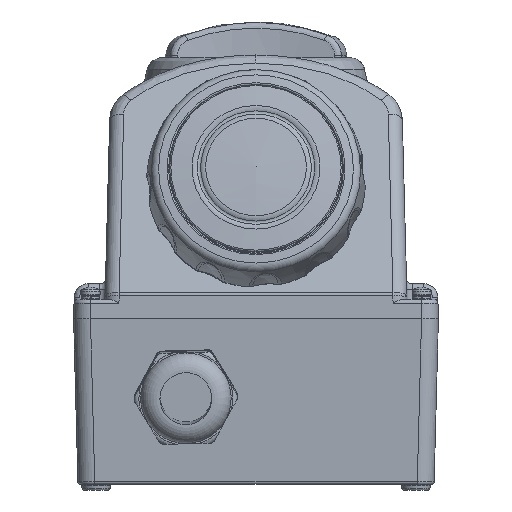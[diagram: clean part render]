
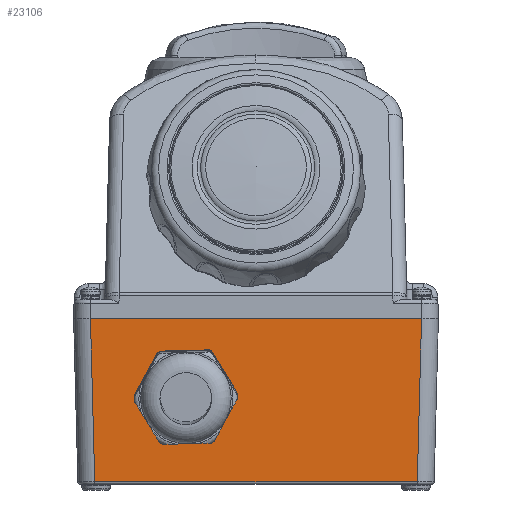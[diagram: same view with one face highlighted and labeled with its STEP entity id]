
A CAD part, front view. The second image highlights one B-rep face of the part: STEP entity #23106.
In plain terms, the highlighted planar face has unit normal (0, -1, -0.026).
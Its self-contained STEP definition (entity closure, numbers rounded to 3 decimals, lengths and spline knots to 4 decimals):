
#412=PLANE('',#24919);
#1060=FACE_BOUND('',#4043,.T.);
#2669=FACE_OUTER_BOUND('',#4042,.T.);
#4042=EDGE_LOOP('',(#16275,#16276,#16277,#16278));
#4043=EDGE_LOOP('',(#16279,#16280,#16281,#16282,#16283,#16284,#16285,#16286,
#16287,#16288,#16289,#16290));
#5778=CIRCLE('',#24920,0.7264);
#5779=CIRCLE('',#24921,0.7264);
#5780=CIRCLE('',#24922,0.7264);
#5781=CIRCLE('',#24923,0.7264);
#5782=CIRCLE('',#24924,0.7264);
#5783=CIRCLE('',#24925,0.7264);
#6727=LINE('',#40583,#7724);
#6728=LINE('',#40585,#7725);
#6729=LINE('',#40587,#7726);
#6730=LINE('',#40588,#7727);
#6731=LINE('',#40593,#7728);
#6732=LINE('',#40597,#7729);
#6733=LINE('',#40601,#7730);
#6734=LINE('',#40605,#7731);
#6735=LINE('',#40609,#7732);
#6736=LINE('',#40612,#7733);
#7724=VECTOR('',#28348,0.0394);
#7725=VECTOR('',#28349,0.0394);
#7726=VECTOR('',#28350,0.0394);
#7727=VECTOR('',#28351,0.0394);
#7728=VECTOR('',#28354,0.0394);
#7729=VECTOR('',#28357,0.0394);
#7730=VECTOR('',#28360,0.0394);
#7731=VECTOR('',#28363,0.0394);
#7732=VECTOR('',#28366,0.0394);
#7733=VECTOR('',#28369,0.0394);
#9146=VERTEX_POINT('',#40581);
#9147=VERTEX_POINT('',#40582);
#9148=VERTEX_POINT('',#40584);
#9149=VERTEX_POINT('',#40586);
#9150=VERTEX_POINT('',#40589);
#9151=VERTEX_POINT('',#40590);
#9152=VERTEX_POINT('',#40592);
#9153=VERTEX_POINT('',#40594);
#9154=VERTEX_POINT('',#40596);
#9155=VERTEX_POINT('',#40598);
#9156=VERTEX_POINT('',#40600);
#9157=VERTEX_POINT('',#40602);
#9158=VERTEX_POINT('',#40604);
#9159=VERTEX_POINT('',#40606);
#9160=VERTEX_POINT('',#40608);
#9161=VERTEX_POINT('',#40610);
#11728=EDGE_CURVE('',#9146,#9147,#6727,.T.);
#11729=EDGE_CURVE('',#9147,#9148,#6728,.T.);
#11730=EDGE_CURVE('',#9149,#9148,#6729,.T.);
#11731=EDGE_CURVE('',#9149,#9146,#6730,.T.);
#11732=EDGE_CURVE('',#9150,#9151,#5778,.T.);
#11733=EDGE_CURVE('',#9150,#9152,#6731,.T.);
#11734=EDGE_CURVE('',#9153,#9152,#5779,.T.);
#11735=EDGE_CURVE('',#9153,#9154,#6732,.T.);
#11736=EDGE_CURVE('',#9155,#9154,#5780,.T.);
#11737=EDGE_CURVE('',#9155,#9156,#6733,.T.);
#11738=EDGE_CURVE('',#9157,#9156,#5781,.T.);
#11739=EDGE_CURVE('',#9157,#9158,#6734,.T.);
#11740=EDGE_CURVE('',#9159,#9158,#5782,.T.);
#11741=EDGE_CURVE('',#9159,#9160,#6735,.T.);
#11742=EDGE_CURVE('',#9161,#9160,#5783,.T.);
#11743=EDGE_CURVE('',#9161,#9151,#6736,.T.);
#16275=ORIENTED_EDGE('',*,*,#11728,.T.);
#16276=ORIENTED_EDGE('',*,*,#11729,.T.);
#16277=ORIENTED_EDGE('',*,*,#11730,.F.);
#16278=ORIENTED_EDGE('',*,*,#11731,.T.);
#16279=ORIENTED_EDGE('',*,*,#11732,.F.);
#16280=ORIENTED_EDGE('',*,*,#11733,.T.);
#16281=ORIENTED_EDGE('',*,*,#11734,.F.);
#16282=ORIENTED_EDGE('',*,*,#11735,.T.);
#16283=ORIENTED_EDGE('',*,*,#11736,.F.);
#16284=ORIENTED_EDGE('',*,*,#11737,.T.);
#16285=ORIENTED_EDGE('',*,*,#11738,.F.);
#16286=ORIENTED_EDGE('',*,*,#11739,.T.);
#16287=ORIENTED_EDGE('',*,*,#11740,.F.);
#16288=ORIENTED_EDGE('',*,*,#11741,.T.);
#16289=ORIENTED_EDGE('',*,*,#11742,.F.);
#16290=ORIENTED_EDGE('',*,*,#11743,.T.);
#23106=ADVANCED_FACE('',(#2669,#1060),#412,.F.);
#24919=AXIS2_PLACEMENT_3D('',#40580,#28346,#28347);
#24920=AXIS2_PLACEMENT_3D('',#40591,#28352,#28353);
#24921=AXIS2_PLACEMENT_3D('',#40595,#28355,#28356);
#24922=AXIS2_PLACEMENT_3D('',#40599,#28358,#28359);
#24923=AXIS2_PLACEMENT_3D('',#40603,#28361,#28362);
#24924=AXIS2_PLACEMENT_3D('',#40607,#28364,#28365);
#24925=AXIS2_PLACEMENT_3D('',#40611,#28367,#28368);
#28346=DIRECTION('center_axis',(0.,1.,0.026));
#28347=DIRECTION('ref_axis',(-1.,0.,0.));
#28348=DIRECTION('',(0.026,0.026,-0.999));
#28349=DIRECTION('',(1.,0.,0.));
#28350=DIRECTION('',(-0.026,0.026,-0.999));
#28351=DIRECTION('',(-1.,0.,0.));
#28352=DIRECTION('center_axis',(0.,-1.,-0.026));
#28353=DIRECTION('ref_axis',(-0.026,-0.026,0.999));
#28354=DIRECTION('',(-0.522,-0.022,0.852));
#28355=DIRECTION('center_axis',(0.,-1.,-0.026));
#28356=DIRECTION('ref_axis',(-0.026,-0.026,0.999));
#28357=DIRECTION('',(0.477,-0.023,0.879));
#28358=DIRECTION('center_axis',(0.,-1.,-0.026));
#28359=DIRECTION('ref_axis',(-0.026,-0.026,0.999));
#28360=DIRECTION('',(1.,-0.001,0.026));
#28361=DIRECTION('center_axis',(0.,-1.,-0.026));
#28362=DIRECTION('ref_axis',(-0.026,-0.026,0.999));
#28363=DIRECTION('',(0.522,0.022,-0.852));
#28364=DIRECTION('center_axis',(0.,-1.,-0.026));
#28365=DIRECTION('ref_axis',(-0.026,-0.026,0.999));
#28366=DIRECTION('',(-0.477,0.023,-0.879));
#28367=DIRECTION('center_axis',(0.,-1.,-0.026));
#28368=DIRECTION('ref_axis',(-0.026,-0.026,0.999));
#28369=DIRECTION('',(-1.,0.001,-0.026));
#40580=CARTESIAN_POINT('Origin',(-2.5591,-5.1181,0.));
#40581=CARTESIAN_POINT('',(-2.3229,-5.1181,0.));
#40582=CARTESIAN_POINT('',(-2.2631,-5.0583,-2.2845));
#40583=CARTESIAN_POINT('',(-2.3229,-5.1181,0.));
#40584=CARTESIAN_POINT('',(2.2631,-5.0583,-2.2845));
#40585=CARTESIAN_POINT('',(-2.2631,-5.0583,-2.2845));
#40586=CARTESIAN_POINT('',(2.3229,-5.1181,0.));
#40587=CARTESIAN_POINT('',(2.3229,-5.1181,0.));
#40588=CARTESIAN_POINT('',(2.3229,-5.1181,0.));
#40589=CARTESIAN_POINT('',(-1.35,-5.0733,-1.7106));
#40590=CARTESIAN_POINT('',(-1.3114,-5.0728,-1.7316));
#40591=CARTESIAN_POINT('Origin',(-0.9843,-5.0897,-1.0833));
#40592=CARTESIAN_POINT('',(-1.7095,-5.0887,-1.1242));
#40593=CARTESIAN_POINT('',(-1.6557,-5.0864,-1.2119));
#40594=CARTESIAN_POINT('',(-1.7106,-5.0898,-1.0803));
#40595=CARTESIAN_POINT('Origin',(-0.9843,-5.0897,-1.0833));
#40596=CARTESIAN_POINT('',(-1.3824,-5.1056,-0.4759));
#40597=CARTESIAN_POINT('',(-1.6616,-5.0922,-0.99));
#40598=CARTESIAN_POINT('',(-1.3449,-5.1062,-0.453));
#40599=CARTESIAN_POINT('Origin',(-0.9843,-5.0897,-1.0833));
#40600=CARTESIAN_POINT('',(-0.6571,-5.1067,-0.4349));
#40601=CARTESIAN_POINT('',(-1.4831,-5.1062,-0.4566));
#40602=CARTESIAN_POINT('',(-0.6185,-5.1062,-0.4559));
#40603=CARTESIAN_POINT('Origin',(-0.9843,-5.0897,-1.0833));
#40604=CARTESIAN_POINT('',(-0.259,-5.0908,-1.0423));
#40605=CARTESIAN_POINT('',(-0.5648,-5.1039,-0.5436));
#40606=CARTESIAN_POINT('',(-0.2579,-5.0897,-1.0862));
#40607=CARTESIAN_POINT('Origin',(-0.9843,-5.0897,-1.0833));
#40608=CARTESIAN_POINT('',(-0.5862,-5.0738,-1.6906));
#40609=CARTESIAN_POINT('',(-0.5371,-5.0762,-1.6003));
#40610=CARTESIAN_POINT('',(-0.6236,-5.0732,-1.7136));
#40611=CARTESIAN_POINT('Origin',(-0.9843,-5.0897,-1.0833));
#40612=CARTESIAN_POINT('',(-1.4496,-5.0727,-1.7352));
